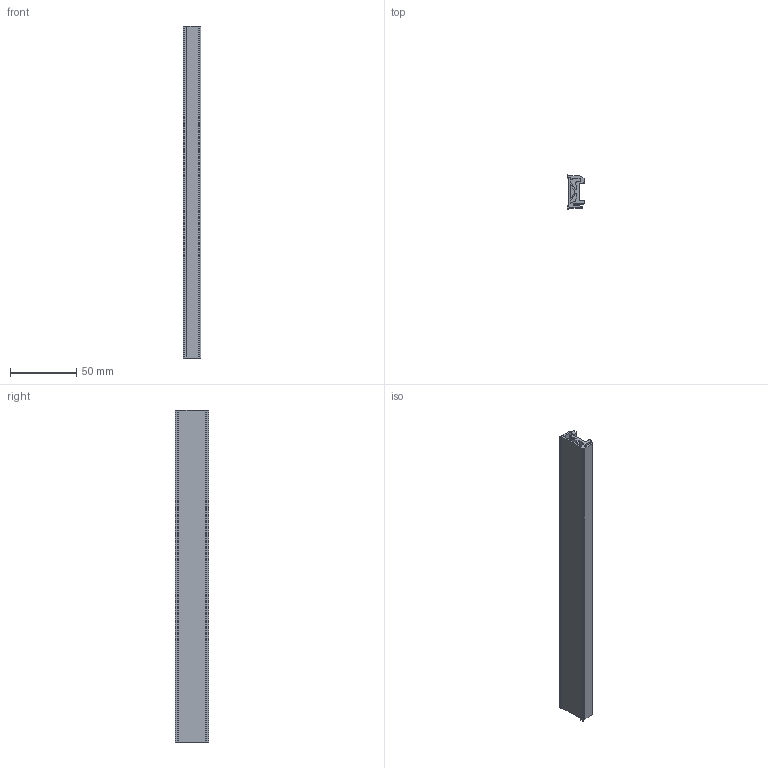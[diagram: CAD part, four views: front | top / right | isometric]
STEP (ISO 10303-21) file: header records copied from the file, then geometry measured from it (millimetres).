
FILE_DESCRIPTION((''),'2;1');
FILE_NAME('DM_CAD-2107_KPL','2016-03-31T',('Creinig-se'),(''),'PRO/ENGINEER BY PARAMETRIC TECHNOLOGY CORPORATION, 2015440','PRO/ENGINEER BY PARAMETRIC TECHNOLOGY CORPORATION, 2015440','');
FILE_SCHEMA(('CONFIG_CONTROL_DESIGN'));
Length unit declared in the file: millimetre
Products named in the file (1): DM_CAD-2107_KPL
Bounding box: 13.3 x 25.3 x 250 mm (x, y, z)
Volume: 47425.5 mm3; surface area: 32420 mm2
Topology: 1 solids, 1 shells, 126 faces, 359 edges, 241 vertices
Faces by surface type: plane 71, cylinder 55
Entity records: 5312 total; most frequent: CARTESIAN_POINT 772, ORIENTED_EDGE 718, DIRECTION 705, PRESENTATION_STYLE_ASSIGNMENT 360, STYLED_ITEM 360, CURVE_STYLE 359, EDGE_CURVE 359, VECTOR 249
